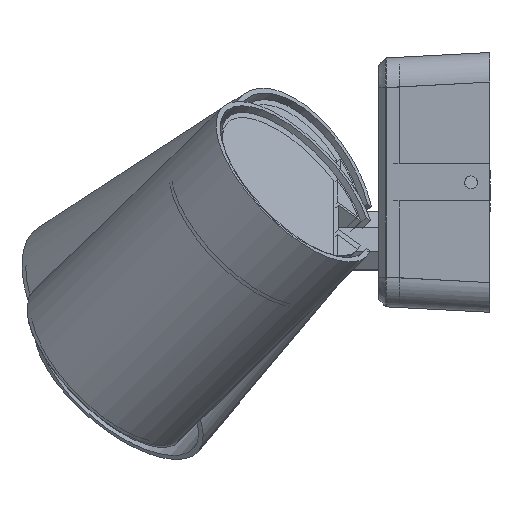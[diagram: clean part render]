
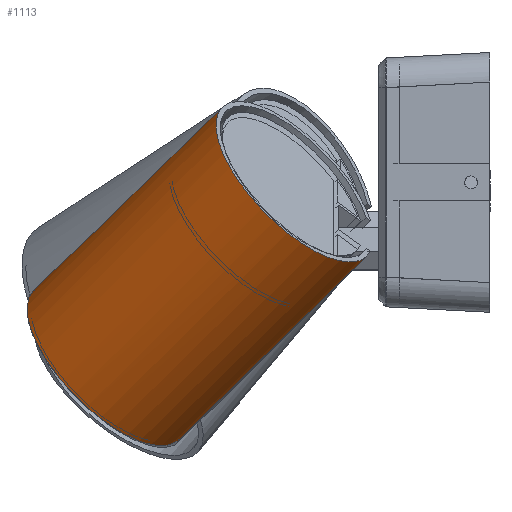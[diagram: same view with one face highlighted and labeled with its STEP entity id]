
A CAD part, left-side view. The second image highlights one B-rep face of the part: STEP entity #1113.
In plain terms, the highlighted cylindrical face has radius 28 mm (diameter 56 mm), a full revolution.
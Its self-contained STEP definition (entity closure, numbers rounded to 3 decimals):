
#449=CIRCLE('',#5503,28.);
#450=CIRCLE('',#5504,28.);
#531=CYLINDRICAL_SURFACE('',#5505,28.);
#839=B_SPLINE_CURVE_WITH_KNOTS('',3,(#9228,#9229,#9230,#9231,#9232,#9233,
#9234,#9235,#9236,#9237),.UNSPECIFIED.,.F.,.F.,(4,2,2,2,4),(0.,0.25,0.5,
0.75,1.),.UNSPECIFIED.);
#1113=ADVANCED_FACE('',(#1391,#1392),#531,.T.);
#1391=FACE_BOUND('',#1746,.T.);
#1392=FACE_BOUND('',#1747,.T.);
#1746=EDGE_LOOP('',(#3099));
#1747=EDGE_LOOP('',(#3100,#3101,#3102,#3103));
#3099=ORIENTED_EDGE('',*,*,#4238,.F.);
#3100=ORIENTED_EDGE('',*,*,#4239,.T.);
#3101=ORIENTED_EDGE('',*,*,#4240,.T.);
#3102=ORIENTED_EDGE('',*,*,#4241,.T.);
#3103=ORIENTED_EDGE('',*,*,#4242,.T.);
#3564=VERTEX_POINT('',#9227);
#3565=VERTEX_POINT('',#9238);
#3566=VERTEX_POINT('',#9239);
#3567=VERTEX_POINT('',#9241);
#3568=VERTEX_POINT('',#9243);
#4238=EDGE_CURVE('',#3564,#3564,#449,.T.);
#4239=EDGE_CURVE('',#3565,#3566,#839,.T.);
#4240=EDGE_CURVE('',#3566,#3567,#4643,.T.);
#4241=EDGE_CURVE('',#3567,#3568,#450,.T.);
#4242=EDGE_CURVE('',#3568,#3565,#4644,.T.);
#4643=LINE('',#9240,#5041);
#4644=LINE('',#9244,#5042);
#5041=VECTOR('',#6840,1.);
#5042=VECTOR('',#6843,1.);
#5503=AXIS2_PLACEMENT_3D('',#9226,#6838,#6839);
#5504=AXIS2_PLACEMENT_3D('',#9242,#6841,#6842);
#5505=AXIS2_PLACEMENT_3D('',#9245,#6844,#6845);
#6838=DIRECTION('',(0.,0.,1.));
#6839=DIRECTION('',(1.,0.,0.));
#6840=DIRECTION('',(0.,0.,-1.));
#6841=DIRECTION('',(0.,0.,1.));
#6842=DIRECTION('',(1.,0.,0.));
#6843=DIRECTION('',(0.,0.,1.));
#6844=DIRECTION('',(0.,0.,-1.));
#6845=DIRECTION('',(-1.,0.,0.));
#9226=CARTESIAN_POINT('',(0.,0.,78.));
#9227=CARTESIAN_POINT('',(28.,0.,78.));
#9228=CARTESIAN_POINT('',(26.977,-7.5,8.5));
#9229=CARTESIAN_POINT('',(26.977,-7.5,10.491));
#9230=CARTESIAN_POINT('',(27.228,-6.68,12.427));
#9231=CARTESIAN_POINT('',(27.759,-3.927,15.18));
#9232=CARTESIAN_POINT('',(28.,-1.973,15.998));
#9233=CARTESIAN_POINT('',(28.,1.959,16.002));
#9234=CARTESIAN_POINT('',(27.761,3.913,15.192));
#9235=CARTESIAN_POINT('',(27.226,6.689,12.418));
#9236=CARTESIAN_POINT('',(26.977,7.5,10.491));
#9237=CARTESIAN_POINT('',(26.977,7.5,8.5));
#9238=CARTESIAN_POINT('',(26.977,-7.5,8.5));
#9239=CARTESIAN_POINT('',(26.977,7.5,8.5));
#9240=CARTESIAN_POINT('',(26.977,7.5,78.));
#9241=CARTESIAN_POINT('',(26.977,7.5,0.));
#9242=CARTESIAN_POINT('',(0.,0.,0.));
#9243=CARTESIAN_POINT('',(26.977,-7.5,0.));
#9244=CARTESIAN_POINT('',(26.977,-7.5,78.));
#9245=CARTESIAN_POINT('',(0.,0.,78.));
